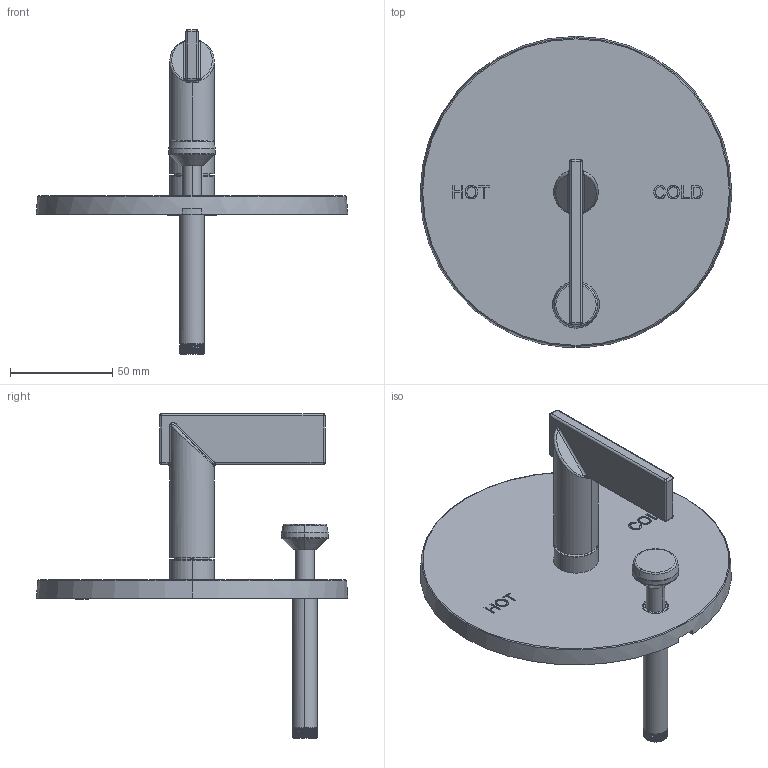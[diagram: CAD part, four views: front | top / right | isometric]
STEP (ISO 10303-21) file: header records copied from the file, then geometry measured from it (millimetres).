
FILE_DESCRIPTION((''),'2;1');
FILE_NAME('5-2492BP_ASM','2022-04-14T15:16:18',('NSantos'),(''),'CREO PARAMETRIC BY PTC INC, 2019352','CREO PARAMETRIC BY PTC INC, 2019352','');
FILE_SCHEMA(('CONFIG_CONTROL_DESIGN'));
Length unit declared in the file: inch
Products named in the file (19): 30748; 91019; H-78; 20-501_ASM; 12819; 91371; 12862; 12506; 91049; 91017; 92399; 91020; 20-300_ASM; 91065; 10497; 10496; 10498; 2-217_ASM; 5-2492BP_ASM
Assembly tree (19 placements, depth 3):
  5-2492BP_ASM
    20-501_ASM
      30748
      91019
      H-78
    20-300_ASM
      12819
      91371
      12862
      12506
      91049
      91017  x2
      92399
      91020
    2-217_ASM
      91065
      10497
      10496
      10498
Bounding box: 152.4 x 152.25 x 158.75 mm (x, y, z)
Volume: 107239.7 mm3; surface area: 111441.1 mm2
Topology: 16 solids, 31 shells, 1031 faces, 2890 edges, 1900 vertices
Faces by surface type: cylinder 412, plane 258, bspline 133, extrusion 80, cone 75, torus 57, sphere 16
Entity records: 145296 total; most frequent: CARTESIAN_POINT 120855, ORIENTED_EDGE 5388, DIRECTION 4159, EDGE_CURVE 2846, VERTEX_POINT 1880, AXIS2_PLACEMENT_3D 1539, B_SPLINE_CURVE_WITH_KNOTS 1264, EDGE_LOOP 1086
